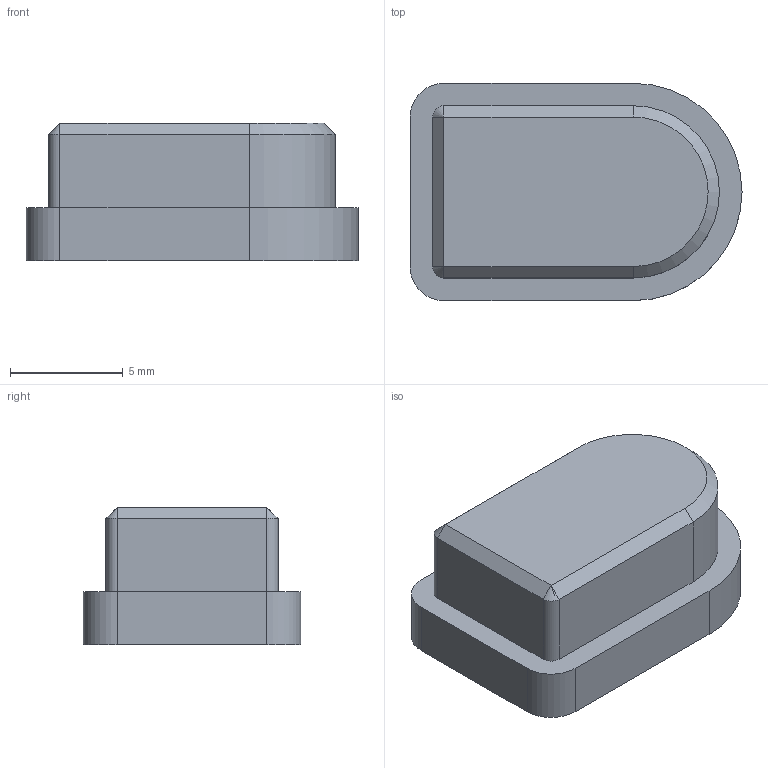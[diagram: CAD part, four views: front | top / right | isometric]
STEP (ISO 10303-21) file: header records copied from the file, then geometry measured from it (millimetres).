
FILE_DESCRIPTION(('Open CASCADE Model'),'2;1');
FILE_NAME('Open CASCADE Shape Model','2025-01-07T01:01:17',('Author'),( 'Open CASCADE'),'Open CASCADE STEP processor 7.7','Open CASCADE 7.7' ,'Unknown');
FILE_SCHEMA(('AUTOMOTIVE_DESIGN { 1 0 10303 214 1 1 1 1 }'));
Length unit declared in the file: millimetre
Products named in the file (2): =>[0:1:1:2]; COMPOUND
Assembly tree (1 placements, depth 2):
  =>[0:1:1:2]
    COMPOUND
Bounding box: 14.7 x 9.62 x 6.1 mm (x, y, z)
Volume: 641.4 mm3; surface area: 490 mm2
Topology: 1 solids, 1 shells, 21 faces, 48 edges, 28 vertices
Faces by surface type: plane 12, cylinder 6, cone 3
Entity records: 1186 total; most frequent: CARTESIAN_POINT 207, DIRECTION 184, LINE 103, VECTOR 103, ORIENTED_EDGE 92, PCURVE 92, DEFINITIONAL_REPRESENTATION 92, EDGE_CURVE 46
